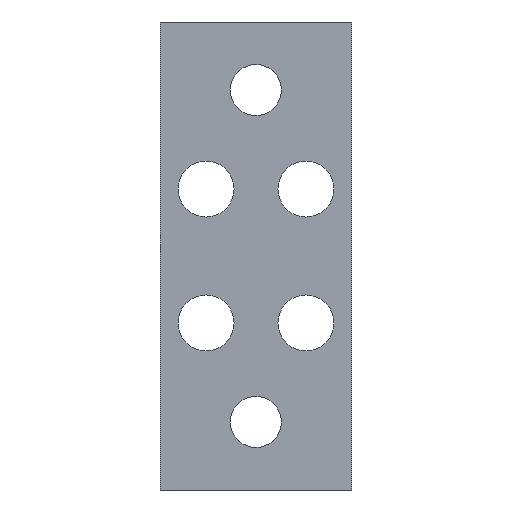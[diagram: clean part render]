
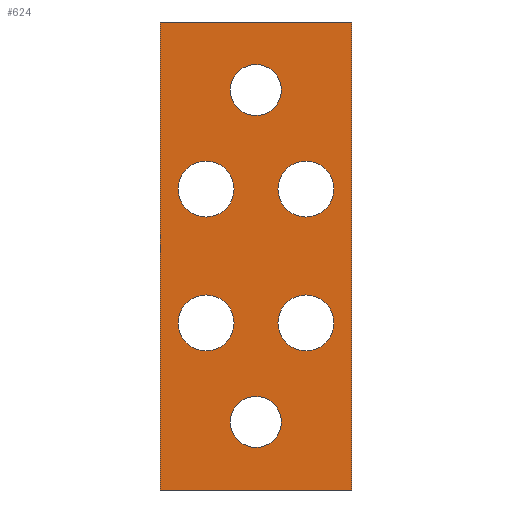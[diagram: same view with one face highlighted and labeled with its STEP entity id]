
A CAD part, front view. The second image highlights one B-rep face of the part: STEP entity #624.
In plain terms, the highlighted planar face has unit normal (0, -1, 0).
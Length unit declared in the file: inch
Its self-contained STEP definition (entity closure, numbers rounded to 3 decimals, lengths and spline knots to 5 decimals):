
#5 = CIRCLE ( 'NONE', #184, 0.082 ) ;
#7 = EDGE_CURVE ( 'NONE', #599, #428, #650, .T. ) ;
#9 = VECTOR ( 'NONE', #218, 39.37008 ) ;
#12 = VECTOR ( 'NONE', #217, 39.37008 ) ;
#14 = CARTESIAN_POINT ( 'NONE',  ( 0.281, 0., -0.2 ) ) ;
#17 = DIRECTION ( 'NONE',  ( 0., 1., 0. ) ) ;
#26 = DIRECTION ( 'NONE',  ( 0., 0., 1. ) ) ;
#28 = CARTESIAN_POINT ( 'NONE',  ( 0.135, 0., -0.573 ) ) ;
#46 = FACE_OUTER_BOUND ( 'NONE', #223, .T. ) ;
#47 = LINE ( 'NONE', #636, #9 ) ;
#53 = EDGE_CURVE ( 'NONE', #203, #401, #528, .T. ) ;
#61 = CARTESIAN_POINT ( 'NONE',  ( 0.281, 0., -1.1 ) ) ;
#63 = DIRECTION ( 'NONE',  ( 0., 1., 0. ) ) ;
#64 = DIRECTION ( 'NONE',  ( -1., 0., 0. ) ) ;
#69 = DIRECTION ( 'NONE',  ( 0., 0., 1. ) ) ;
#73 = EDGE_CURVE ( 'NONE', #733, #521, #513, .T. ) ;
#78 = DIRECTION ( 'NONE',  ( 0., 1., 0. ) ) ;
#96 = ORIENTED_EDGE ( 'NONE', *, *, #216, .T. ) ;
#97 = EDGE_LOOP ( 'NONE', ( #574, #319 ) ) ;
#98 = EDGE_CURVE ( 'NONE', #118, #400, #667, .T. ) ;
#101 = VERTEX_POINT ( 'NONE', #556 ) ;
#103 = VERTEX_POINT ( 'NONE', #197 ) ;
#109 = CIRCLE ( 'NONE', #269, 0.075 ) ;
#116 = PLANE ( 'NONE',  #190 ) ;
#118 = VERTEX_POINT ( 'NONE', #191 ) ;
#119 = DIRECTION ( 'NONE',  ( 0., 0., 1. ) ) ;
#126 = EDGE_CURVE ( 'NONE', #770, #334, #654, .T. ) ;
#136 = CARTESIAN_POINT ( 'NONE',  ( 0.428, 0., -0.409 ) ) ;
#148 = CIRCLE ( 'NONE', #446, 0.082 ) ;
#153 = ORIENTED_EDGE ( 'NONE', *, *, #487, .F. ) ;
#159 = CIRCLE ( 'NONE', #510, 0.082 ) ;
#163 = EDGE_CURVE ( 'NONE', #706, #103, #506, .T. ) ;
#165 = FACE_BOUND ( 'NONE', #585, .T. ) ;
#179 = EDGE_LOOP ( 'NONE', ( #626, #286 ) ) ;
#181 = AXIS2_PLACEMENT_3D ( 'NONE', #14, #415, #69 ) ;
#184 = AXIS2_PLACEMENT_3D ( 'NONE', #734, #372, #26 ) ;
#185 = DIRECTION ( 'NONE',  ( 0., 1., 0. ) ) ;
#190 = AXIS2_PLACEMENT_3D ( 'NONE', #709, #482, #119 ) ;
#191 = CARTESIAN_POINT ( 'NONE',  ( 0.428, 0., -0.966 ) ) ;
#196 = FACE_BOUND ( 'NONE', #291, .T. ) ;
#197 = CARTESIAN_POINT ( 'NONE',  ( 0., 0., -1.375 ) ) ;
#203 = VERTEX_POINT ( 'NONE', #571 ) ;
#214 = DIRECTION ( 'NONE',  ( 0., 0., 1. ) ) ;
#216 = EDGE_CURVE ( 'NONE', #101, #706, #463, .T. ) ;
#217 = DIRECTION ( 'NONE',  ( 0., 0., -1. ) ) ;
#218 = DIRECTION ( 'NONE',  ( -1., 0., 0. ) ) ;
#221 = AXIS2_PLACEMENT_3D ( 'NONE', #362, #17, #417 ) ;
#223 = EDGE_LOOP ( 'NONE', ( #769, #231, #153, #96 ) ) ;
#228 = CARTESIAN_POINT ( 'NONE',  ( 0.428, 0., -0.491 ) ) ;
#231 = ORIENTED_EDGE ( 'NONE', *, *, #361, .F. ) ;
#233 = DIRECTION ( 'NONE',  ( 0., 1., 0. ) ) ;
#235 = CARTESIAN_POINT ( 'NONE',  ( 0.428, 0., -0.573 ) ) ;
#239 = DIRECTION ( 'NONE',  ( 0., 1., 0. ) ) ;
#246 = EDGE_CURVE ( 'NONE', #401, #203, #288, .T. ) ;
#249 = CARTESIAN_POINT ( 'NONE',  ( 0.281, 0., -0.125 ) ) ;
#254 = DIRECTION ( 'NONE',  ( 0., 1., 0. ) ) ;
#257 = EDGE_CURVE ( 'NONE', #521, #733, #442, .T. ) ;
#259 = CARTESIAN_POINT ( 'NONE',  ( 0., 0., 0. ) ) ;
#269 = AXIS2_PLACEMENT_3D ( 'NONE', #653, #239, #657 ) ;
#273 = EDGE_CURVE ( 'NONE', #428, #599, #109, .T. ) ;
#274 = EDGE_LOOP ( 'NONE', ( #448, #697 ) ) ;
#286 = ORIENTED_EDGE ( 'NONE', *, *, #289, .T. ) ;
#288 = CIRCLE ( 'NONE', #221, 0.082 ) ;
#289 = EDGE_CURVE ( 'NONE', #334, #770, #748, .T. ) ;
#290 = AXIS2_PLACEMENT_3D ( 'NONE', #674, #322, #738 ) ;
#291 = EDGE_LOOP ( 'NONE', ( #742, #570 ) ) ;
#294 = FACE_BOUND ( 'NONE', #274, .T. ) ;
#304 = VECTOR ( 'NONE', #64, 39.37008 ) ;
#307 = CARTESIAN_POINT ( 'NONE',  ( 0.135, 0., -0.884 ) ) ;
#309 = AXIS2_PLACEMENT_3D ( 'NONE', #543, #185, #604 ) ;
#310 = CARTESIAN_POINT ( 'NONE',  ( 0.281, 0., -0.275 ) ) ;
#319 = ORIENTED_EDGE ( 'NONE', *, *, #98, .T. ) ;
#322 = DIRECTION ( 'NONE',  ( 0., 1., 0. ) ) ;
#331 = AXIS2_PLACEMENT_3D ( 'NONE', #427, #78, #214 ) ;
#334 = VERTEX_POINT ( 'NONE', #310 ) ;
#336 = CARTESIAN_POINT ( 'NONE',  ( 0.135, 0., -0.966 ) ) ;
#347 = FACE_BOUND ( 'NONE', #710, .T. ) ;
#350 = CARTESIAN_POINT ( 'NONE',  ( 0.563, 0., 0. ) ) ;
#353 = FACE_BOUND ( 'NONE', #179, .T. ) ;
#361 = EDGE_CURVE ( 'NONE', #701, #103, #47, .T. ) ;
#362 = CARTESIAN_POINT ( 'NONE',  ( 0.135, 0., -0.884 ) ) ;
#372 = DIRECTION ( 'NONE',  ( 0., 1., 0. ) ) ;
#375 = EDGE_CURVE ( 'NONE', #720, #466, #159, .T. ) ;
#400 = VERTEX_POINT ( 'NONE', #762 ) ;
#401 = VERTEX_POINT ( 'NONE', #336 ) ;
#415 = DIRECTION ( 'NONE',  ( 0., 1., 0. ) ) ;
#417 = DIRECTION ( 'NONE',  ( 0., 0., 1. ) ) ;
#419 = DIRECTION ( 'NONE',  ( 0., 1., 0. ) ) ;
#427 = CARTESIAN_POINT ( 'NONE',  ( 0.281, 0., -0.2 ) ) ;
#428 = VERTEX_POINT ( 'NONE', #517 ) ;
#429 = CARTESIAN_POINT ( 'NONE',  ( 0., 0., 0. ) ) ;
#442 = CIRCLE ( 'NONE', #309, 0.082 ) ;
#446 = AXIS2_PLACEMENT_3D ( 'NONE', #590, #233, #651 ) ;
#448 = ORIENTED_EDGE ( 'NONE', *, *, #53, .T. ) ;
#450 = FACE_BOUND ( 'NONE', #97, .T. ) ;
#455 = AXIS2_PLACEMENT_3D ( 'NONE', #702, #786, #471 ) ;
#461 = ORIENTED_EDGE ( 'NONE', *, *, #257, .T. ) ;
#463 = LINE ( 'NONE', #480, #304 ) ;
#466 = VERTEX_POINT ( 'NONE', #235 ) ;
#471 = DIRECTION ( 'NONE',  ( 0., 0., 1. ) ) ;
#479 = DIRECTION ( 'NONE',  ( 0., 0., 1. ) ) ;
#480 = CARTESIAN_POINT ( 'NONE',  ( 0.563, 0., 0. ) ) ;
#482 = DIRECTION ( 'NONE',  ( 0., 1., 0. ) ) ;
#487 = EDGE_CURVE ( 'NONE', #101, #701, #695, .T. ) ;
#506 = LINE ( 'NONE', #259, #12 ) ;
#510 = AXIS2_PLACEMENT_3D ( 'NONE', #228, #419, #758 ) ;
#513 = CIRCLE ( 'NONE', #572, 0.082 ) ;
#517 = CARTESIAN_POINT ( 'NONE',  ( 0.281, 0., -1.25 ) ) ;
#521 = VERTEX_POINT ( 'NONE', #705 ) ;
#528 = CIRCLE ( 'NONE', #615, 0.082 ) ;
#543 = CARTESIAN_POINT ( 'NONE',  ( 0.135, 0., -0.491 ) ) ;
#551 = CARTESIAN_POINT ( 'NONE',  ( 0.563, 0., -1.375 ) ) ;
#554 = ORIENTED_EDGE ( 'NONE', *, *, #603, .T. ) ;
#556 = CARTESIAN_POINT ( 'NONE',  ( 0.563, 0., 0. ) ) ;
#570 = ORIENTED_EDGE ( 'NONE', *, *, #273, .T. ) ;
#571 = CARTESIAN_POINT ( 'NONE',  ( 0.135, 0., -0.802 ) ) ;
#572 = AXIS2_PLACEMENT_3D ( 'NONE', #713, #254, #672 ) ;
#574 = ORIENTED_EDGE ( 'NONE', *, *, #692, .T. ) ;
#585 = EDGE_LOOP ( 'NONE', ( #614, #554 ) ) ;
#590 = CARTESIAN_POINT ( 'NONE',  ( 0.428, 0., -0.491 ) ) ;
#599 = VERTEX_POINT ( 'NONE', #61 ) ;
#603 = EDGE_CURVE ( 'NONE', #466, #720, #148, .T. ) ;
#604 = DIRECTION ( 'NONE',  ( 0., 0., 1. ) ) ;
#614 = ORIENTED_EDGE ( 'NONE', *, *, #375, .T. ) ;
#615 = AXIS2_PLACEMENT_3D ( 'NONE', #307, #63, #479 ) ;
#624 = ADVANCED_FACE ( 'NONE', ( #347, #165, #450, #294, #353, #196, #46 ), #116, .F. ) ;
#626 = ORIENTED_EDGE ( 'NONE', *, *, #126, .T. ) ;
#636 = CARTESIAN_POINT ( 'NONE',  ( 0.563, 0., -1.375 ) ) ;
#650 = CIRCLE ( 'NONE', #455, 0.075 ) ;
#651 = DIRECTION ( 'NONE',  ( 0., 0., 1. ) ) ;
#653 = CARTESIAN_POINT ( 'NONE',  ( 0.281, 0., -1.175 ) ) ;
#654 = CIRCLE ( 'NONE', #331, 0.075 ) ;
#657 = DIRECTION ( 'NONE',  ( 0., 0., 1. ) ) ;
#667 = CIRCLE ( 'NONE', #290, 0.082 ) ;
#672 = DIRECTION ( 'NONE',  ( 0., 0., 1. ) ) ;
#674 = CARTESIAN_POINT ( 'NONE',  ( 0.428, 0., -0.884 ) ) ;
#687 = ORIENTED_EDGE ( 'NONE', *, *, #73, .T. ) ;
#692 = EDGE_CURVE ( 'NONE', #400, #118, #5, .T. ) ;
#695 = LINE ( 'NONE', #350, #719 ) ;
#697 = ORIENTED_EDGE ( 'NONE', *, *, #246, .T. ) ;
#701 = VERTEX_POINT ( 'NONE', #551 ) ;
#702 = CARTESIAN_POINT ( 'NONE',  ( 0.281, 0., -1.175 ) ) ;
#705 = CARTESIAN_POINT ( 'NONE',  ( 0.135, 0., -0.409 ) ) ;
#706 = VERTEX_POINT ( 'NONE', #429 ) ;
#709 = CARTESIAN_POINT ( 'NONE',  ( 0.563, 0., 0. ) ) ;
#710 = EDGE_LOOP ( 'NONE', ( #461, #687 ) ) ;
#713 = CARTESIAN_POINT ( 'NONE',  ( 0.135, 0., -0.491 ) ) ;
#719 = VECTOR ( 'NONE', #784, 39.37008 ) ;
#720 = VERTEX_POINT ( 'NONE', #136 ) ;
#733 = VERTEX_POINT ( 'NONE', #28 ) ;
#734 = CARTESIAN_POINT ( 'NONE',  ( 0.428, 0., -0.884 ) ) ;
#738 = DIRECTION ( 'NONE',  ( 0., 0., 1. ) ) ;
#742 = ORIENTED_EDGE ( 'NONE', *, *, #7, .T. ) ;
#748 = CIRCLE ( 'NONE', #181, 0.075 ) ;
#758 = DIRECTION ( 'NONE',  ( 0., 0., 1. ) ) ;
#762 = CARTESIAN_POINT ( 'NONE',  ( 0.428, 0., -0.802 ) ) ;
#769 = ORIENTED_EDGE ( 'NONE', *, *, #163, .T. ) ;
#770 = VERTEX_POINT ( 'NONE', #249 ) ;
#784 = DIRECTION ( 'NONE',  ( 0., 0., -1. ) ) ;
#786 = DIRECTION ( 'NONE',  ( 0., 1., 0. ) ) ;
